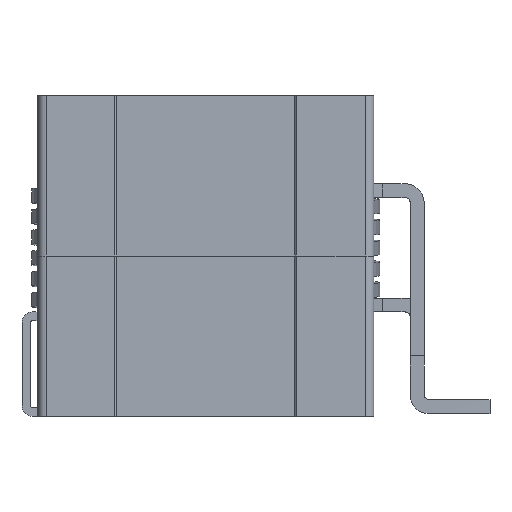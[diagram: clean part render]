
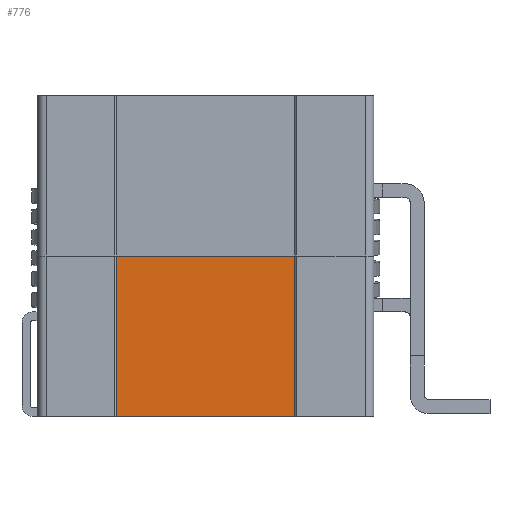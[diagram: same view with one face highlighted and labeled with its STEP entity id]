
A CAD part, left-side view. The second image highlights one B-rep face of the part: STEP entity #776.
In plain terms, the highlighted planar face has unit normal (-1, 0, 0).
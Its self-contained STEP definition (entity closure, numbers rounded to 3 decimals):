
#776 = ADVANCED_FACE( '', ( #1515 ), #1516, .F. );
#1515 = FACE_OUTER_BOUND( '', #2547, .T. );
#1516 = PLANE( '', #2548 );
#2547 = EDGE_LOOP( '', ( #4860, #4861, #4862, #4863 ) );
#2548 = AXIS2_PLACEMENT_3D( '', #4864, #4865, #4866 );
#4860 = ORIENTED_EDGE( '', *, *, #5233, .T. );
#4861 = ORIENTED_EDGE( '', *, *, #5613, .F. );
#4862 = ORIENTED_EDGE( '', *, *, #5663, .F. );
#4863 = ORIENTED_EDGE( '', *, *, #5644, .T. );
#4864 = CARTESIAN_POINT( '', ( -13.2, 5.15, 9.25 ) );
#4865 = DIRECTION( '', ( 1., 0., 0. ) );
#4866 = DIRECTION( '', ( 0., 1., 0. ) );
#5233 = EDGE_CURVE( '', #6311, #6309, #6312, .T. );
#5613 = EDGE_CURVE( '', #6843, #6309, #6845, .T. );
#5644 = EDGE_CURVE( '', #6877, #6311, #6878, .T. );
#5663 = EDGE_CURVE( '', #6877, #6843, #6900, .T. );
#6309 = VERTEX_POINT( '', #8365 );
#6311 = VERTEX_POINT( '', #8368 );
#6312 = LINE( '', #8369, #8370 );
#6843 = VERTEX_POINT( '', #9212 );
#6845 = LINE( '', #9215, #9216 );
#6877 = VERTEX_POINT( '', #9335 );
#6878 = LINE( '', #9336, #9337 );
#6900 = LINE( '', #9370, #9371 );
#8365 = CARTESIAN_POINT( '', ( -13.2, -5.15, 0. ) );
#8368 = CARTESIAN_POINT( '', ( -13.2, 5.15, 0. ) );
#8369 = CARTESIAN_POINT( '', ( -13.2, 5.15, 0. ) );
#8370 = VECTOR( '', #9844, 1000. );
#9212 = CARTESIAN_POINT( '', ( -13.2, -5.15, 9.25 ) );
#9215 = CARTESIAN_POINT( '', ( -13.2, -5.15, 9.25 ) );
#9216 = VECTOR( '', #10242, 1000. );
#9335 = CARTESIAN_POINT( '', ( -13.2, 5.15, 9.25 ) );
#9336 = CARTESIAN_POINT( '', ( -13.2, 5.15, 9.25 ) );
#9337 = VECTOR( '', #10257, 1000. );
#9370 = CARTESIAN_POINT( '', ( -13.2, 5.15, 9.25 ) );
#9371 = VECTOR( '', #10275, 1000. );
#9844 = DIRECTION( '', ( 0., -1., 0. ) );
#10242 = DIRECTION( '', ( 0., 0., -1. ) );
#10257 = DIRECTION( '', ( 0., 0., -1. ) );
#10275 = DIRECTION( '', ( 0., -1., 0. ) );
